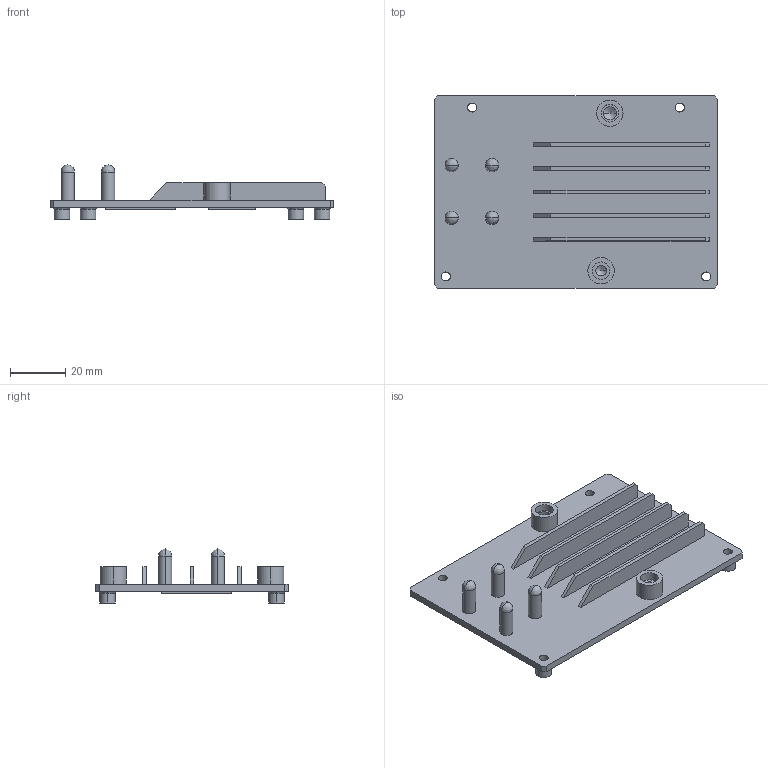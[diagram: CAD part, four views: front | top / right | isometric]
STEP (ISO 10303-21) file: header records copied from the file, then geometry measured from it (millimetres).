
FILE_DESCRIPTION(('CAx-IF Rec.Pracs.---Model Styling and Organization---1.2---2011-12-15','CAx-IF Rec.Pracs.---Geometric and Assembly Validation Properties---4.1---2014-06-16','CAx-IF Rec.Pracs.---PMI Polyline Presentation---2.0---2013-05-24','CAx-IF Rec.Pracs.---Representation and Presentation of Product Manufacturing Information (PMI)---3.7b--2014-02-05','CAx-IF Rec.Pracs.---PMI Polyline Presentation---2.0---2013-05-24'),'2;1');
FILE_NAME('827-9999-904.stp','2015-06-11T07:08:41+02:00',(''),(''),'STEP Interface DEV(4.1) by CT CoreTechnologie','3D_EvolutionDEV(4.1) by CT CoreTechnologie','');
FILE_SCHEMA(('AP242_MANAGED_MODEL_BASED_3D_ENGINEERING_MIM_LF {1 0 10303 442 1 1 4 }'));
Length unit declared in the file: inch
Products named in the file (1): 827-9999-904
Bounding box: 102.54 x 69.55 x 19.51 mm (x, y, z)
Volume: 22869.8 mm3; surface area: 20900.8 mm2
Topology: 1 solids, 1 shells, 117 faces, 280 edges, 174 vertices
Faces by surface type: plane 60, cylinder 37, bspline 20
Entity records: 45673 total; most frequent: CARTESIAN_POINT 37073, POLYLINE 3195, DIRECTION 580, ORIENTED_EDGE 536, EDGE_CURVE 268, GEOMETRIC_ITEM_SPECIFIC_USAGE 267, SHAPE_ASPECT 261, AXIS2_PLACEMENT_3D 205
